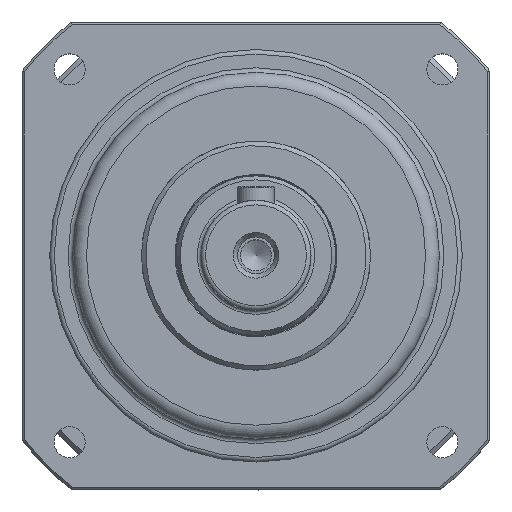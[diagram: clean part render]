
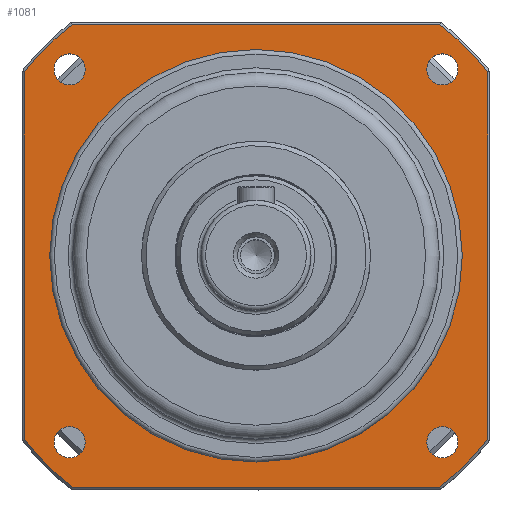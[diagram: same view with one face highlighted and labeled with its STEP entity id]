
A CAD part, top view. The second image highlights one B-rep face of the part: STEP entity #1081.
In plain terms, the highlighted planar face has unit normal (0, 0, 1).
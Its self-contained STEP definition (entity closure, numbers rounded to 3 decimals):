
#400=CARTESIAN_POINT('',(44.059,40.659,15.));
#401=VERTEX_POINT('',#400);
#402=CARTESIAN_POINT('',(40.659,40.659,15.));
#403=DIRECTION('',(0.0,0.0,1.0));
#404=DIRECTION('',(1.0,0.0,0.0));
#405=AXIS2_PLACEMENT_3D('',#402,#403,#404);
#406=CIRCLE('',#405,3.4);
#407=EDGE_CURVE('',#401,#401,#406,.T.);
#428=CARTESIAN_POINT('',(-37.259,40.659,15.));
#429=VERTEX_POINT('',#428);
#430=CARTESIAN_POINT('',(-40.659,40.659,15.));
#431=DIRECTION('',(0.0,0.0,1.0));
#432=DIRECTION('',(1.0,0.0,0.0));
#433=AXIS2_PLACEMENT_3D('',#430,#431,#432);
#434=CIRCLE('',#433,3.4);
#435=EDGE_CURVE('',#429,#429,#434,.T.);
#456=CARTESIAN_POINT('',(-37.259,-40.659,15.));
#457=VERTEX_POINT('',#456);
#458=CARTESIAN_POINT('',(-40.659,-40.659,15.));
#459=DIRECTION('',(0.0,0.0,1.0));
#460=DIRECTION('',(1.0,0.0,0.0));
#461=AXIS2_PLACEMENT_3D('',#458,#459,#460);
#462=CIRCLE('',#461,3.4);
#463=EDGE_CURVE('',#457,#457,#462,.T.);
#484=CARTESIAN_POINT('',(44.059,-40.659,15.));
#485=VERTEX_POINT('',#484);
#486=CARTESIAN_POINT('',(40.659,-40.659,15.));
#487=DIRECTION('',(0.0,0.0,1.0));
#488=DIRECTION('',(1.0,0.0,0.0));
#489=AXIS2_PLACEMENT_3D('',#486,#487,#488);
#490=CIRCLE('',#489,3.4);
#491=EDGE_CURVE('',#485,#485,#490,.T.);
#544=CARTESIAN_POINT('',(0.0,45.,15.0));
#545=VERTEX_POINT('',#544);
#546=CARTESIAN_POINT('',(0.0,0.,15.));
#547=DIRECTION('',(0.0,0.0,-1.0));
#548=DIRECTION('',(0.0,1.0,0.0));
#549=AXIS2_PLACEMENT_3D('',#546,#547,#548);
#550=CIRCLE('',#549,45.);
#551=EDGE_CURVE('',#545,#545,#550,.T.);
#991=CARTESIAN_POINT('',(0.0,65.0,15.0));
#992=DIRECTION('',(0.0,0.0,1.0));
#993=DIRECTION('',(1.0,0.0,0.0));
#994=AXIS2_PLACEMENT_3D('',#991,#992,#993);
#995=PLANE('',#994);
#996=CARTESIAN_POINT('',(50.5,40.125,15.));
#997=VERTEX_POINT('',#996);
#998=CARTESIAN_POINT('',(40.125,50.5,15.));
#999=VERTEX_POINT('',#998);
#1000=CARTESIAN_POINT('',(0.0,0.,15.));
#1001=DIRECTION('',(0.0,0.0,1.0));
#1002=DIRECTION('',(0.0,-1.0,0.0));
#1003=AXIS2_PLACEMENT_3D('',#1000,#1001,#1002);
#1004=CIRCLE('',#1003,64.5);
#1005=EDGE_CURVE('',#997,#999,#1004,.T.);
#1006=ORIENTED_EDGE('',*,*,#1005,.T.);
#1007=CARTESIAN_POINT('',(-40.125,50.5,15.));
#1008=VERTEX_POINT('',#1007);
#1009=CARTESIAN_POINT('',(40.125,50.5,15.));
#1010=DIRECTION('',(-1.0,0.0,0.0));
#1011=VECTOR('',#1010,80.25);
#1012=LINE('',#1009,#1011);
#1013=EDGE_CURVE('',#999,#1008,#1012,.T.);
#1014=ORIENTED_EDGE('',*,*,#1013,.T.);
#1015=CARTESIAN_POINT('',(-50.5,40.125,15.));
#1016=VERTEX_POINT('',#1015);
#1017=CARTESIAN_POINT('',(0.0,0.,15.));
#1018=DIRECTION('',(0.0,0.0,1.0));
#1019=DIRECTION('',(0.0,-1.0,0.0));
#1020=AXIS2_PLACEMENT_3D('',#1017,#1018,#1019);
#1021=CIRCLE('',#1020,64.5);
#1022=EDGE_CURVE('',#1008,#1016,#1021,.T.);
#1023=ORIENTED_EDGE('',*,*,#1022,.T.);
#1024=CARTESIAN_POINT('',(-50.5,-40.125,15.));
#1025=VERTEX_POINT('',#1024);
#1026=CARTESIAN_POINT('',(-50.5,40.125,15.0));
#1027=DIRECTION('',(0.0,-1.0,0.0));
#1028=VECTOR('',#1027,80.25);
#1029=LINE('',#1026,#1028);
#1030=EDGE_CURVE('',#1016,#1025,#1029,.T.);
#1031=ORIENTED_EDGE('',*,*,#1030,.T.);
#1032=CARTESIAN_POINT('',(-40.125,-50.5,15.));
#1033=VERTEX_POINT('',#1032);
#1034=CARTESIAN_POINT('',(0.0,0.,15.));
#1035=DIRECTION('',(0.0,0.0,1.0));
#1036=DIRECTION('',(0.0,-1.0,0.0));
#1037=AXIS2_PLACEMENT_3D('',#1034,#1035,#1036);
#1038=CIRCLE('',#1037,64.5);
#1039=EDGE_CURVE('',#1025,#1033,#1038,.T.);
#1040=ORIENTED_EDGE('',*,*,#1039,.T.);
#1041=CARTESIAN_POINT('',(40.125,-50.5,15.));
#1042=VERTEX_POINT('',#1041);
#1043=CARTESIAN_POINT('',(-40.125,-50.5,15.));
#1044=DIRECTION('',(1.0,0.0,0.0));
#1045=VECTOR('',#1044,80.25);
#1046=LINE('',#1043,#1045);
#1047=EDGE_CURVE('',#1033,#1042,#1046,.T.);
#1048=ORIENTED_EDGE('',*,*,#1047,.T.);
#1049=CARTESIAN_POINT('',(50.5,-40.125,15.));
#1050=VERTEX_POINT('',#1049);
#1051=CARTESIAN_POINT('',(0.0,0.,15.));
#1052=DIRECTION('',(0.0,0.0,1.0));
#1053=DIRECTION('',(0.0,-1.0,0.0));
#1054=AXIS2_PLACEMENT_3D('',#1051,#1052,#1053);
#1055=CIRCLE('',#1054,64.5);
#1056=EDGE_CURVE('',#1042,#1050,#1055,.T.);
#1057=ORIENTED_EDGE('',*,*,#1056,.T.);
#1058=CARTESIAN_POINT('',(50.5,-40.125,15.0));
#1059=DIRECTION('',(0.0,1.0,0.0));
#1060=VECTOR('',#1059,80.25);
#1061=LINE('',#1058,#1060);
#1062=EDGE_CURVE('',#1050,#997,#1061,.T.);
#1063=ORIENTED_EDGE('',*,*,#1062,.T.);
#1064=EDGE_LOOP('',(#1006,#1014,#1023,#1031,#1040,#1048,#1057,#1063));
#1065=FACE_OUTER_BOUND('',#1064,.T.);
#1066=ORIENTED_EDGE('',*,*,#407,.F.);
#1067=EDGE_LOOP('',(#1066));
#1068=FACE_BOUND('',#1067,.T.);
#1069=ORIENTED_EDGE('',*,*,#435,.F.);
#1070=EDGE_LOOP('',(#1069));
#1071=FACE_BOUND('',#1070,.T.);
#1072=ORIENTED_EDGE('',*,*,#463,.F.);
#1073=EDGE_LOOP('',(#1072));
#1074=FACE_BOUND('',#1073,.T.);
#1075=ORIENTED_EDGE('',*,*,#491,.F.);
#1076=EDGE_LOOP('',(#1075));
#1077=FACE_BOUND('',#1076,.T.);
#1078=ORIENTED_EDGE('',*,*,#551,.T.);
#1079=EDGE_LOOP('',(#1078));
#1080=FACE_BOUND('',#1079,.T.);
#1081=ADVANCED_FACE('',(#1065,#1068,#1071,#1074,#1077,#1080),#995,.T.);
